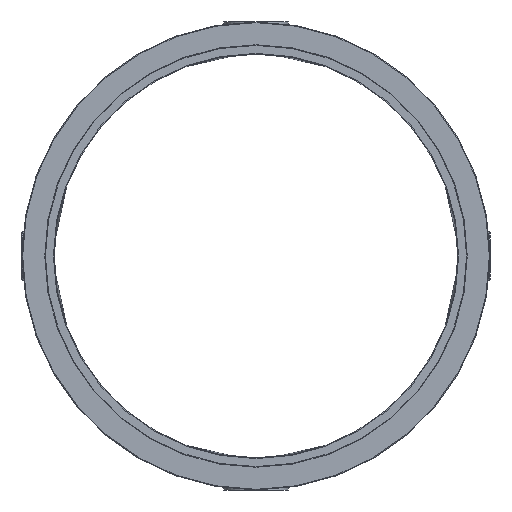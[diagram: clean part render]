
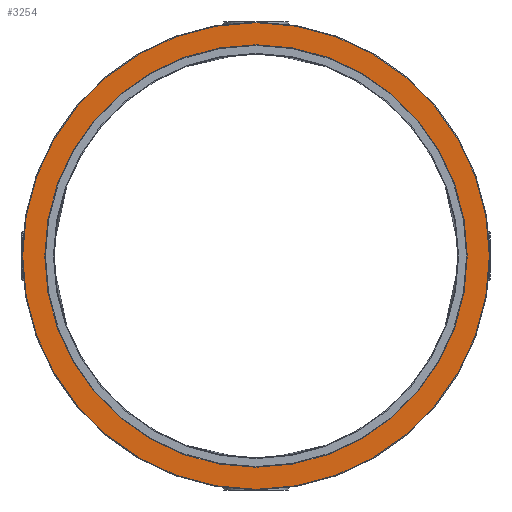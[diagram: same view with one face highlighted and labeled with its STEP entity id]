
A CAD part, left-side view. The second image highlights one B-rep face of the part: STEP entity #3254.
In plain terms, the highlighted face is planar.
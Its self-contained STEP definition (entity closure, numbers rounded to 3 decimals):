
#29 = ORIENTED_EDGE ( 'NONE', *, *, #596, .T. ) ;
#90 = VERTEX_POINT ( 'NONE', #701 ) ;
#596 = EDGE_CURVE ( 'NONE', #3583, #605, #3644, .T. ) ;
#605 = VERTEX_POINT ( 'NONE', #3744 ) ;
#701 = CARTESIAN_POINT ( 'NONE',  ( 0., 0., 130.9 ) ) ;
#1108 = CARTESIAN_POINT ( 'NONE',  ( 0., 0., -130.9 ) ) ;
#1163 = CARTESIAN_POINT ( 'NONE',  ( -130.5, 0., 0. ) ) ;
#1217 = CARTESIAN_POINT ( 'NONE',  ( 0., 0., 0. ) ) ;
#1231 = CARTESIAN_POINT ( 'NONE',  ( 0., 0., 0. ) ) ;
#1313 = CARTESIAN_POINT ( 'NONE',  ( 0., 0., 0. ) ) ;
#1325 = CIRCLE ( 'NONE', #4765, 130.9 ) ;
#1355 = CARTESIAN_POINT ( 'NONE',  ( 0., 0., 144.6 ) ) ;
#1564 = DIRECTION ( 'NONE',  ( 0., -1., 0. ) ) ;
#1616 = DIRECTION ( 'NONE',  ( 0., 0., -1. ) ) ;
#1631 = DIRECTION ( 'NONE',  ( 0., 0., -1. ) ) ;
#1717 = DIRECTION ( 'NONE',  ( 0., 0., -1. ) ) ;
#1763 = ORIENTED_EDGE ( 'NONE', *, *, #1859, .T. ) ;
#1783 = EDGE_CURVE ( 'NONE', #90, #3147, #3361, .T. ) ;
#1859 = EDGE_CURVE ( 'NONE', #3147, #90, #1325, .T. ) ;
#1947 = EDGE_LOOP ( 'NONE', ( #29, #2385 ) ) ;
#1967 = CARTESIAN_POINT ( 'NONE',  ( 0., 0., 0. ) ) ;
#2253 = ORIENTED_EDGE ( 'NONE', *, *, #1783, .T. ) ;
#2366 = DIRECTION ( 'NONE',  ( 0., 0., -1. ) ) ;
#2385 = ORIENTED_EDGE ( 'NONE', *, *, #2681, .T. ) ;
#2391 = CIRCLE ( 'NONE', #4396, 144.6 ) ;
#2681 = EDGE_CURVE ( 'NONE', #605, #3583, #2391, .T. ) ;
#2912 = FACE_BOUND ( 'NONE', #4970, .T. ) ;
#3147 = VERTEX_POINT ( 'NONE', #1108 ) ;
#3254 = ADVANCED_FACE ( 'NONE', ( #2912, #5005 ), #3672, .T. ) ;
#3361 = CIRCLE ( 'NONE', #4202, 130.9 ) ;
#3583 = VERTEX_POINT ( 'NONE', #1355 ) ;
#3641 = AXIS2_PLACEMENT_3D ( 'NONE', #1163, #1564, #4435 ) ;
#3644 = CIRCLE ( 'NONE', #4162, 144.6 ) ;
#3672 = PLANE ( 'NONE',  #3641 ) ;
#3744 = CARTESIAN_POINT ( 'NONE',  ( 0., 0., -144.6 ) ) ;
#4071 = DIRECTION ( 'NONE',  ( 0., 1., 0. ) ) ;
#4085 = DIRECTION ( 'NONE',  ( 0., 1., 0. ) ) ;
#4162 = AXIS2_PLACEMENT_3D ( 'NONE', #1313, #4174, #1717 ) ;
#4174 = DIRECTION ( 'NONE',  ( 0., -1., 0. ) ) ;
#4202 = AXIS2_PLACEMENT_3D ( 'NONE', #1217, #4071, #1616 ) ;
#4396 = AXIS2_PLACEMENT_3D ( 'NONE', #1967, #4848, #2366 ) ;
#4435 = DIRECTION ( 'NONE',  ( 0., 0., -1. ) ) ;
#4765 = AXIS2_PLACEMENT_3D ( 'NONE', #1231, #4085, #1631 ) ;
#4848 = DIRECTION ( 'NONE',  ( 0., -1., 0. ) ) ;
#4970 = EDGE_LOOP ( 'NONE', ( #1763, #2253 ) ) ;
#5005 = FACE_OUTER_BOUND ( 'NONE', #1947, .T. ) ;
